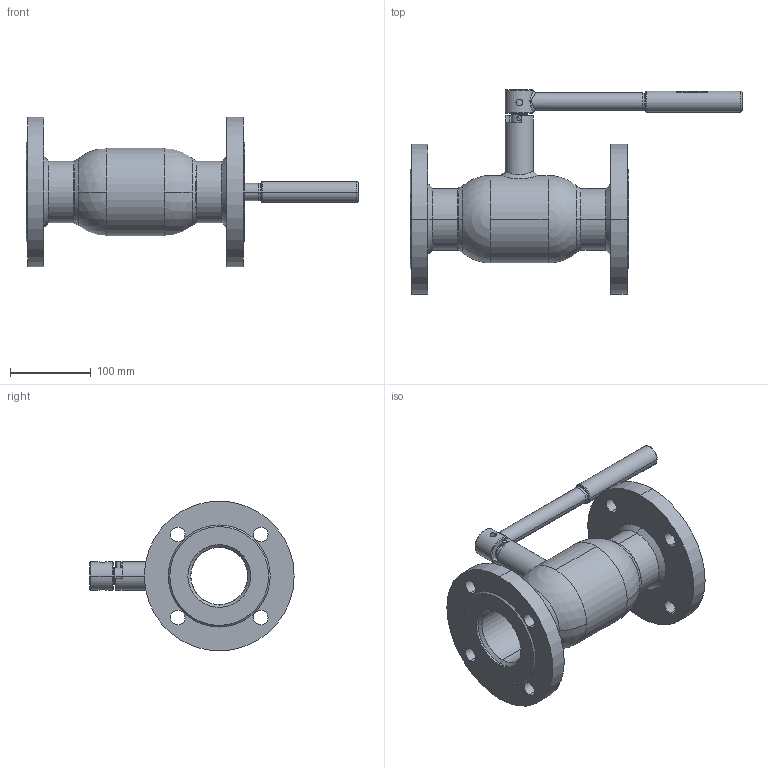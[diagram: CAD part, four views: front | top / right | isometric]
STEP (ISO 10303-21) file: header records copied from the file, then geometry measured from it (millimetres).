
FILE_DESCRIPTION (( 'STEP AP214' ), '1' );
FILE_NAME ('64103065 010.STEP', '2010-10-25T10:57:09', ( 'BROEN A/S' ), ( 'BROEN A/S' ), 'SwSTEP 2.0', 'SolidWorks 2009', '' );
FILE_SCHEMA (( 'AUTOMOTIVE_DESIGN' ));
Length unit declared in the file: millimetre
Products named in the file (1): 64103065 010
Bounding box: 410.03 x 252.3 x 185 mm (x, y, z)
Surface area: 284502.1 mm2 (no closed solid volume)
Topology: 0 solids, 32 shells, 196 faces, 961 edges, 770 vertices
Faces by surface type: cylinder 91, cone 36, plane 36, bspline 21, torus 8, sphere 4
Entity records: 23940 total; most frequent: CARTESIAN_POINT 14960, ORIENTED_EDGE 1288, DIRECTION 1176, EDGE_CURVE 953, VERTEX_POINT 770, AXIS2_PLACEMENT_3D 450, B_SPLINE_CURVE_WITH_KNOTS 399, VECTOR 276
